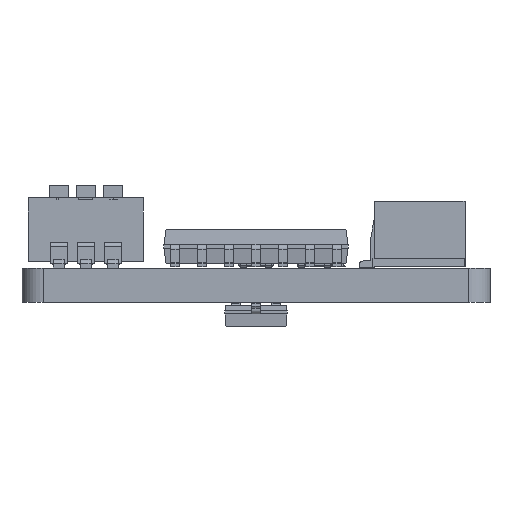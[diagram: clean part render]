
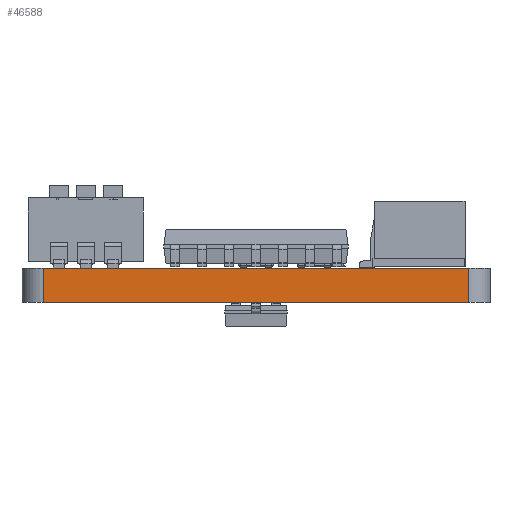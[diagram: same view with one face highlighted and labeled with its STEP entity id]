
A CAD part, front view. The second image highlights one B-rep face of the part: STEP entity #46588.
In plain terms, the highlighted planar face has unit normal (0, -1, 0).
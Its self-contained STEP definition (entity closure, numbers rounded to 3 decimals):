
#46470 = EDGE_CURVE('',#46471,#46473,#46475,.T.);
#46471 = VERTEX_POINT('',#46472);
#46472 = CARTESIAN_POINT('',(21.,-0.,0.));
#46473 = VERTEX_POINT('',#46474);
#46474 = CARTESIAN_POINT('',(21.,0.,1.6));
#46475 = SURFACE_CURVE('',#46476,(#46480,#46492),.PCURVE_S1.);
#46476 = LINE('',#46477,#46478);
#46477 = CARTESIAN_POINT('',(21.,-0.,0.));
#46478 = VECTOR('',#46479,1.);
#46479 = DIRECTION('',(0.,0.,1.));
#46480 = PCURVE('',#46481,#46486);
#46481 = CYLINDRICAL_SURFACE('',#46482,1.);
#46482 = AXIS2_PLACEMENT_3D('',#46483,#46484,#46485);
#46483 = CARTESIAN_POINT('',(21.,1.,0.));
#46484 = DIRECTION('',(-0.,-0.,-1.));
#46485 = DIRECTION('',(1.,0.,-0.));
#46486 = DEFINITIONAL_REPRESENTATION('',(#46487),#46491);
#46487 = LINE('',#46488,#46489);
#46488 = CARTESIAN_POINT('',(-4.712,0.));
#46489 = VECTOR('',#46490,1.);
#46490 = DIRECTION('',(-0.,-1.));
#46491 = ( GEOMETRIC_REPRESENTATION_CONTEXT(2) 
PARAMETRIC_REPRESENTATION_CONTEXT() REPRESENTATION_CONTEXT('2D SPACE',''
  ) );
#46492 = PCURVE('',#46493,#46498);
#46493 = PLANE('',#46494);
#46494 = AXIS2_PLACEMENT_3D('',#46495,#46496,#46497);
#46495 = CARTESIAN_POINT('',(21.,0.,0.));
#46496 = DIRECTION('',(0.,-1.,0.));
#46497 = DIRECTION('',(-1.,0.,0.));
#46498 = DEFINITIONAL_REPRESENTATION('',(#46499),#46503);
#46499 = LINE('',#46500,#46501);
#46500 = CARTESIAN_POINT('',(0.,0.));
#46501 = VECTOR('',#46502,1.);
#46502 = DIRECTION('',(0.,-1.));
#46503 = ( GEOMETRIC_REPRESENTATION_CONTEXT(2) 
PARAMETRIC_REPRESENTATION_CONTEXT() REPRESENTATION_CONTEXT('2D SPACE',''
  ) );
#46522 = PLANE('',#46523);
#46523 = AXIS2_PLACEMENT_3D('',#46524,#46525,#46526);
#46524 = CARTESIAN_POINT('',(11.,11.,1.6));
#46525 = DIRECTION('',(0.,0.,1.));
#46526 = DIRECTION('',(1.,0.,-0.));
#46577 = PLANE('',#46578);
#46578 = AXIS2_PLACEMENT_3D('',#46579,#46580,#46581);
#46579 = CARTESIAN_POINT('',(11.,11.,0.));
#46580 = DIRECTION('',(0.,0.,1.));
#46581 = DIRECTION('',(1.,0.,-0.));
#46588 = ADVANCED_FACE('',(#46589),#46493,.T.);
#46589 = FACE_BOUND('',#46590,.T.);
#46590 = EDGE_LOOP('',(#46591,#46592,#46615,#46643));
#46591 = ORIENTED_EDGE('',*,*,#46470,.T.);
#46592 = ORIENTED_EDGE('',*,*,#46593,.T.);
#46593 = EDGE_CURVE('',#46473,#46594,#46596,.T.);
#46594 = VERTEX_POINT('',#46595);
#46595 = CARTESIAN_POINT('',(1.,0.,1.6));
#46596 = SURFACE_CURVE('',#46597,(#46601,#46608),.PCURVE_S1.);
#46597 = LINE('',#46598,#46599);
#46598 = CARTESIAN_POINT('',(21.,0.,1.6));
#46599 = VECTOR('',#46600,1.);
#46600 = DIRECTION('',(-1.,0.,0.));
#46601 = PCURVE('',#46493,#46602);
#46602 = DEFINITIONAL_REPRESENTATION('',(#46603),#46607);
#46603 = LINE('',#46604,#46605);
#46604 = CARTESIAN_POINT('',(0.,-1.6));
#46605 = VECTOR('',#46606,1.);
#46606 = DIRECTION('',(1.,0.));
#46607 = ( GEOMETRIC_REPRESENTATION_CONTEXT(2) 
PARAMETRIC_REPRESENTATION_CONTEXT() REPRESENTATION_CONTEXT('2D SPACE',''
  ) );
#46608 = PCURVE('',#46522,#46609);
#46609 = DEFINITIONAL_REPRESENTATION('',(#46610),#46614);
#46610 = LINE('',#46611,#46612);
#46611 = CARTESIAN_POINT('',(10.,-11.));
#46612 = VECTOR('',#46613,1.);
#46613 = DIRECTION('',(-1.,0.));
#46614 = ( GEOMETRIC_REPRESENTATION_CONTEXT(2) 
PARAMETRIC_REPRESENTATION_CONTEXT() REPRESENTATION_CONTEXT('2D SPACE',''
  ) );
#46615 = ORIENTED_EDGE('',*,*,#46616,.F.);
#46616 = EDGE_CURVE('',#46617,#46594,#46619,.T.);
#46617 = VERTEX_POINT('',#46618);
#46618 = CARTESIAN_POINT('',(1.,-0.,0.));
#46619 = SURFACE_CURVE('',#46620,(#46624,#46631),.PCURVE_S1.);
#46620 = LINE('',#46621,#46622);
#46621 = CARTESIAN_POINT('',(1.,-0.,0.));
#46622 = VECTOR('',#46623,1.);
#46623 = DIRECTION('',(0.,0.,1.));
#46624 = PCURVE('',#46493,#46625);
#46625 = DEFINITIONAL_REPRESENTATION('',(#46626),#46630);
#46626 = LINE('',#46627,#46628);
#46627 = CARTESIAN_POINT('',(20.,0.));
#46628 = VECTOR('',#46629,1.);
#46629 = DIRECTION('',(0.,-1.));
#46630 = ( GEOMETRIC_REPRESENTATION_CONTEXT(2) 
PARAMETRIC_REPRESENTATION_CONTEXT() REPRESENTATION_CONTEXT('2D SPACE',''
  ) );
#46631 = PCURVE('',#46632,#46637);
#46632 = CYLINDRICAL_SURFACE('',#46633,1.);
#46633 = AXIS2_PLACEMENT_3D('',#46634,#46635,#46636);
#46634 = CARTESIAN_POINT('',(1.,1.,0.));
#46635 = DIRECTION('',(-0.,-0.,-1.));
#46636 = DIRECTION('',(1.,0.,-0.));
#46637 = DEFINITIONAL_REPRESENTATION('',(#46638),#46642);
#46638 = LINE('',#46639,#46640);
#46639 = CARTESIAN_POINT('',(-4.712,0.));
#46640 = VECTOR('',#46641,1.);
#46641 = DIRECTION('',(-0.,-1.));
#46642 = ( GEOMETRIC_REPRESENTATION_CONTEXT(2) 
PARAMETRIC_REPRESENTATION_CONTEXT() REPRESENTATION_CONTEXT('2D SPACE',''
  ) );
#46643 = ORIENTED_EDGE('',*,*,#46644,.F.);
#46644 = EDGE_CURVE('',#46471,#46617,#46645,.T.);
#46645 = SURFACE_CURVE('',#46646,(#46650,#46657),.PCURVE_S1.);
#46646 = LINE('',#46647,#46648);
#46647 = CARTESIAN_POINT('',(21.,-0.,0.));
#46648 = VECTOR('',#46649,1.);
#46649 = DIRECTION('',(-1.,0.,0.));
#46650 = PCURVE('',#46493,#46651);
#46651 = DEFINITIONAL_REPRESENTATION('',(#46652),#46656);
#46652 = LINE('',#46653,#46654);
#46653 = CARTESIAN_POINT('',(0.,0.));
#46654 = VECTOR('',#46655,1.);
#46655 = DIRECTION('',(1.,0.));
#46656 = ( GEOMETRIC_REPRESENTATION_CONTEXT(2) 
PARAMETRIC_REPRESENTATION_CONTEXT() REPRESENTATION_CONTEXT('2D SPACE',''
  ) );
#46657 = PCURVE('',#46577,#46658);
#46658 = DEFINITIONAL_REPRESENTATION('',(#46659),#46663);
#46659 = LINE('',#46660,#46661);
#46660 = CARTESIAN_POINT('',(10.,-11.));
#46661 = VECTOR('',#46662,1.);
#46662 = DIRECTION('',(-1.,0.));
#46663 = ( GEOMETRIC_REPRESENTATION_CONTEXT(2) 
PARAMETRIC_REPRESENTATION_CONTEXT() REPRESENTATION_CONTEXT('2D SPACE',''
  ) );
